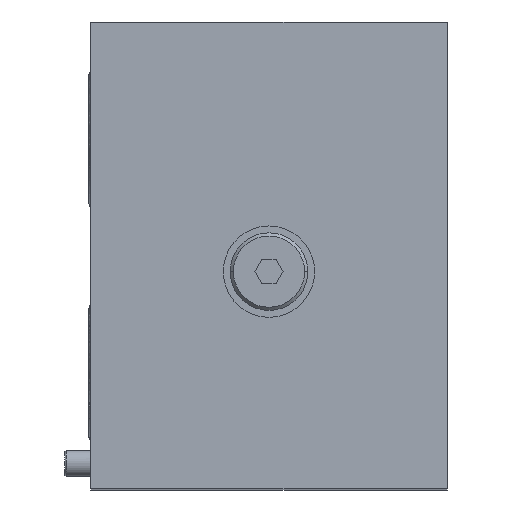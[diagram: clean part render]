
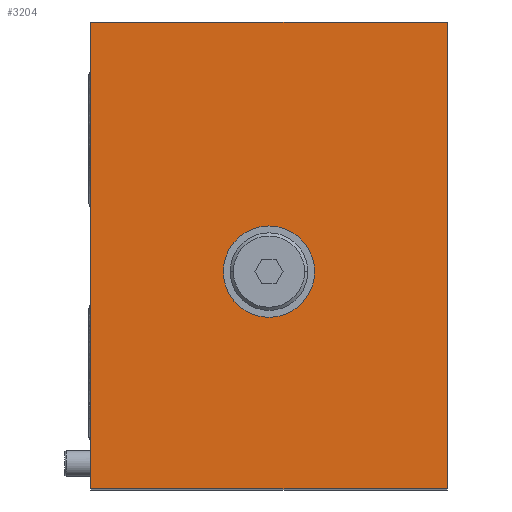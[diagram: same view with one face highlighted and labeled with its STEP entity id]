
A CAD part, top view. The second image highlights one B-rep face of the part: STEP entity #3204.
In plain terms, the highlighted planar face has unit normal (0, 0, 1).
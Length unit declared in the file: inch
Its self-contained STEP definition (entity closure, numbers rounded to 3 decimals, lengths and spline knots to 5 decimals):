
#355=DIRECTION('',(0.,-1.,0.));
#356=VECTOR('',#355,4.5);
#357=CARTESIAN_POINT('',(0.,0.,5.938));
#358=LINE('',#357,#356);
#359=DIRECTION('',(-1.,0.,0.));
#360=VECTOR('',#359,3.438);
#361=CARTESIAN_POINT('',(3.438,0.,5.938));
#362=LINE('',#361,#360);
#363=DIRECTION('',(0.,1.,0.));
#364=VECTOR('',#363,4.5);
#365=CARTESIAN_POINT('',(3.438,-4.5,5.938));
#366=LINE('',#365,#364);
#367=DIRECTION('',(1.,0.,0.));
#368=VECTOR('',#367,3.438);
#369=CARTESIAN_POINT('',(0.,-4.5,5.938));
#370=LINE('',#369,#368);
#371=CARTESIAN_POINT('',(1.719,-2.406,5.938));
#372=DIRECTION('',(0.,0.,-1.));
#373=DIRECTION('',(-1.,0.,0.));
#374=AXIS2_PLACEMENT_3D('',#371,#372,#373);
#376=CARTESIAN_POINT('',(1.719,-2.406,5.938));
#377=DIRECTION('',(0.,0.,-1.));
#378=DIRECTION('',(1.,0.,0.));
#379=AXIS2_PLACEMENT_3D('',#376,#377,#378);
#2480=CARTESIAN_POINT('',(0.,0.,5.938));
#2481=CARTESIAN_POINT('',(0.,-4.5,5.938));
#2482=VERTEX_POINT('',#2480);
#2483=VERTEX_POINT('',#2481);
#2484=CARTESIAN_POINT('',(3.438,-4.5,5.938));
#2485=VERTEX_POINT('',#2484);
#2486=CARTESIAN_POINT('',(3.438,0.,5.938));
#2487=VERTEX_POINT('',#2486);
#2504=CARTESIAN_POINT('',(1.279,-2.406,5.938));
#2505=CARTESIAN_POINT('',(2.159,-2.406,5.938));
#2506=VERTEX_POINT('',#2504);
#2507=VERTEX_POINT('',#2505);
#3187=CARTESIAN_POINT('',(0.,0.,5.938));
#3188=DIRECTION('',(0.,0.,1.));
#3189=DIRECTION('',(1.,0.,0.));
#3190=AXIS2_PLACEMENT_3D('',#3187,#3188,#3189);
#3191=PLANE('',#3190);
#3192=ORIENTED_EDGE('',*,*,#2977,.F.);
#3193=ORIENTED_EDGE('',*,*,#3070,.F.);
#3194=ORIENTED_EDGE('',*,*,#3084,.F.);
#3195=ORIENTED_EDGE('',*,*,#3181,.F.);
#3196=EDGE_LOOP('',(#3192,#3193,#3194,#3195));
#3197=FACE_OUTER_BOUND('',#3196,.F.);
#3199=ORIENTED_EDGE('',*,*,#3198,.F.);
#3201=ORIENTED_EDGE('',*,*,#3200,.F.);
#3202=EDGE_LOOP('',(#3199,#3201));
#3203=FACE_BOUND('',#3202,.F.);
#3204=ADVANCED_FACE('',(#3197,#3203),#3191,.T.);
#375=CIRCLE('',#374,0.44);
#380=CIRCLE('',#379,0.44);
#2977=EDGE_CURVE('',#2482,#2483,#358,.T.);
#3070=EDGE_CURVE('',#2487,#2482,#362,.T.);
#3084=EDGE_CURVE('',#2485,#2487,#366,.T.);
#3181=EDGE_CURVE('',#2483,#2485,#370,.T.);
#3198=EDGE_CURVE('',#2506,#2507,#375,.T.);
#3200=EDGE_CURVE('',#2507,#2506,#380,.T.);
